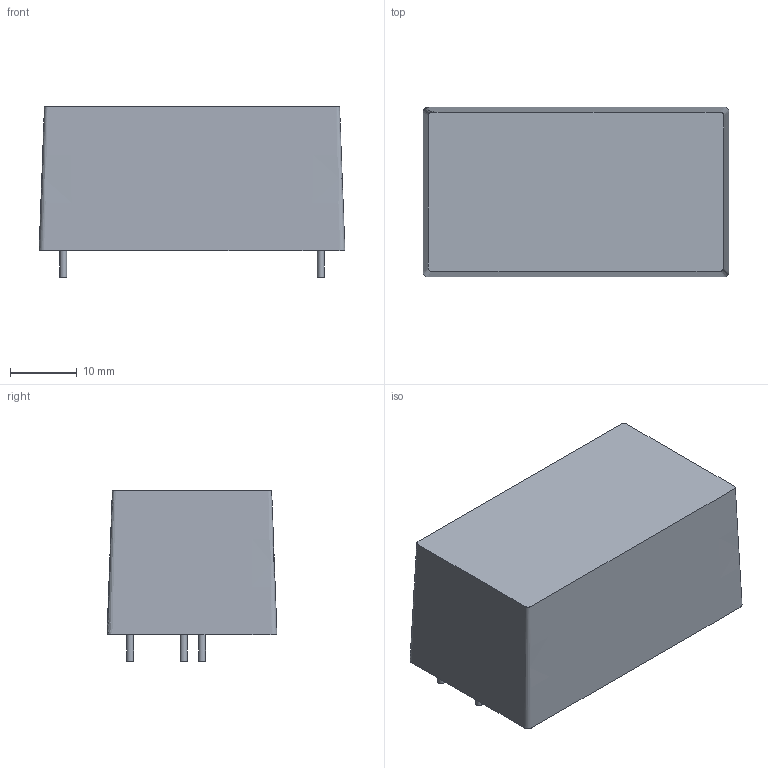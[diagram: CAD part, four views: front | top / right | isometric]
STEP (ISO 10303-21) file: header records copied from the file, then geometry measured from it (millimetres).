
FILE_DESCRIPTION(/* description */ (''),/* implementation_level */ '2;1');
FILE_NAME(/* name */ 'IRM-10-5 v4.step',/* time_stamp */ '2026-02-15T11:43:11+01:00',/* author */ (''),/* organization */ (''),/* preprocessor_version */ 'ST-DEVELOPER v20.1',/* originating_system */ 'Autodesk Translation Framework v14.10.0.0',/* authorisation */ '');
FILE_SCHEMA (('AUTOMOTIVE_DESIGN { 1 0 10303 214 3 1 1 }'));
Length unit declared in the file: millimetre
Products named in the file (1): IRM-10-5
Bounding box: 45.7 x 25.4 x 25.5 mm (x, y, z)
Volume: 24765 mm3; surface area: 5277.6 mm2
Topology: 5 solids, 5 shells, 15 faces, 15 edges, 10 vertices
Faces by surface type: plane 10, cylinder 4, bspline 1
Full cylindrical faces by diameter (mm): 1.04 x4
Entity records: 1227 total; most frequent: CARTESIAN_POINT 962, DIRECTION 51, ORIENTED_EDGE 30, AXIS2_PLACEMENT_3D 23, FACE_OUTER_BOUND 15, EDGE_LOOP 15, EDGE_CURVE 15, ADVANCED_FACE 15
